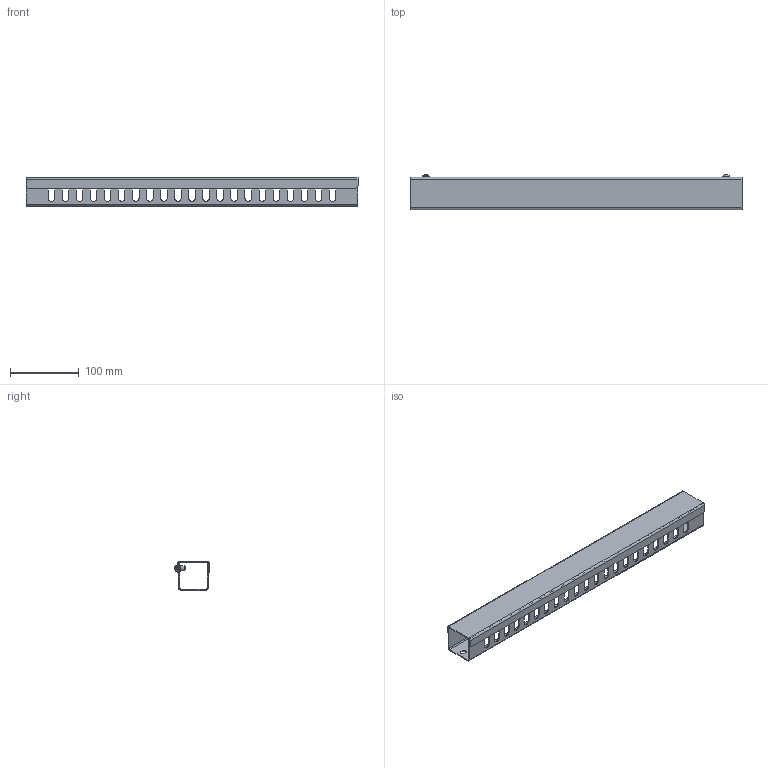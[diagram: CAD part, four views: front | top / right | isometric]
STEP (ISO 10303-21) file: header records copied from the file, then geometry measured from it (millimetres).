
FILE_DESCRIPTION (( 'STEP AP214' ), '1' );
FILE_NAME ('DOVODI08_vodilo_kablov_1HE_tipK_pokrov.STEP', '2020-03-26T14:56:44', ( '' ), ( '' ), 'SwSTEP 2.0', 'SolidWorks 2018', '' );
FILE_SCHEMA (( 'AUTOMOTIVE_DESIGN' ));
Length unit declared in the file: millimetre
Products named in the file (7): DOVODI08_POK.ipt; DOVODI08_vodilo_kablov_1HE_tipK_pokrov; DOVODI08_vodilo_kablov_1HE_tipK_pokrov.iam; DOVODI08_KA.iam; VTISNA MATICA M5-DEFORMIRANA.ipt; DOVODI08_KAN.ipt; ISO 7045 - M5 x 12 - 4.8 - HDIN EN ISO.ipt
Assembly tree (8 placements, depth 4):
  DOVODI08_vodilo_kablov_1HE_tipK_pokrov
    DOVODI08_vodilo_kablov_1HE_tipK_pokrov.iam
      DOVODI08_POK.ipt
      ISO 7045 - M5 x 12 - 4.8 - HDIN EN ISO.ipt  x2
      DOVODI08_KA.iam
        DOVODI08_KAN.ipt
        VTISNA MATICA M5-DEFORMIRANA.ipt  x2
Bounding box: 484.01 x 51.17 x 41.5 mm (x, y, z)
Volume: 105838.7 mm3; surface area: 150037.7 mm2
Topology: 6 solids, 6 shells, 320 faces, 884 edges, 586 vertices
Faces by surface type: plane 200, cylinder 78, cone 26, torus 14, sphere 2
Full cylindrical faces by diameter (mm): 4.1 x2, 4.567 x2, 5 x2, 5.5 x2, 6.9 x2, 7 x4, 8 x2
Entity records: 9292 total; most frequent: CARTESIAN_POINT 1803, ORIENTED_EDGE 1528, DIRECTION 1488, EDGE_CURVE 764, VECTOR 570, LINE 570, VERTEX_POINT 518, AXIS2_PLACEMENT_3D 459
